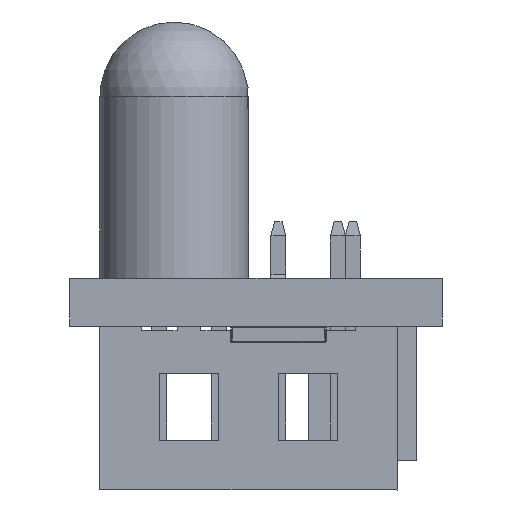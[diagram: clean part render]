
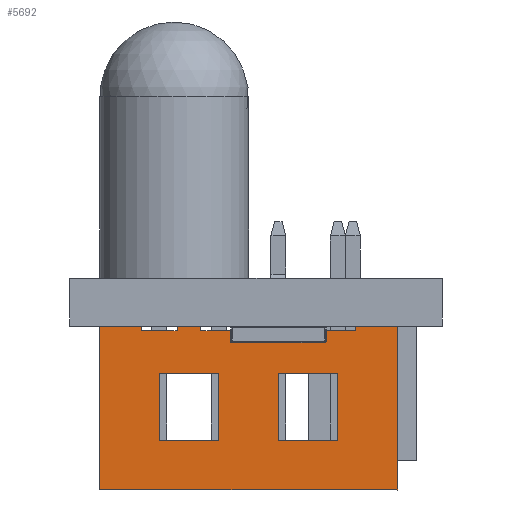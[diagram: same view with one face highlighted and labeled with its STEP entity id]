
A CAD part, left-side view. The second image highlights one B-rep face of the part: STEP entity #5692.
In plain terms, the highlighted face is planar.
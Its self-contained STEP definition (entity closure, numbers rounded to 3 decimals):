
#5692 = ADVANCED_FACE('',(#5693,#5855,#5889),#5923,.F.);
#5693 = FACE_BOUND('',#5694,.F.);
#5694 = EDGE_LOOP('',(#5695,#5705,#5713,#5721,#5729,#5737,#5745,#5753,
    #5761,#5769,#5777,#5785,#5793,#5801,#5809,#5817,#5825,#5833,#5841,
    #5849));
#5695 = ORIENTED_EDGE('',*,*,#5696,.F.);
#5696 = EDGE_CURVE('',#5697,#5699,#5701,.T.);
#5697 = VERTEX_POINT('',#5698);
#5698 = CARTESIAN_POINT('',(3.6,-2.75,-1.825));
#5699 = VERTEX_POINT('',#5700);
#5700 = CARTESIAN_POINT('',(3.6,-2.6,-1.825));
#5701 = LINE('',#5702,#5703);
#5702 = CARTESIAN_POINT('',(3.6,-2.75,-1.825));
#5703 = VECTOR('',#5704,1.);
#5704 = DIRECTION('',(0.,1.,0.));
#5705 = ORIENTED_EDGE('',*,*,#5706,.T.);
#5706 = EDGE_CURVE('',#5697,#5707,#5709,.T.);
#5707 = VERTEX_POINT('',#5708);
#5708 = CARTESIAN_POINT('',(5.,-2.75,-1.825));
#5709 = LINE('',#5710,#5711);
#5710 = CARTESIAN_POINT('',(3.6,-2.75,-1.825));
#5711 = VECTOR('',#5712,1.);
#5712 = DIRECTION('',(1.,0.,0.));
#5713 = ORIENTED_EDGE('',*,*,#5714,.T.);
#5714 = EDGE_CURVE('',#5707,#5715,#5717,.T.);
#5715 = VERTEX_POINT('',#5716);
#5716 = CARTESIAN_POINT('',(5.,2.75,-1.825));
#5717 = LINE('',#5718,#5719);
#5718 = CARTESIAN_POINT('',(5.,-2.75,-1.825));
#5719 = VECTOR('',#5720,1.);
#5720 = DIRECTION('',(0.,1.,0.));
#5721 = ORIENTED_EDGE('',*,*,#5722,.T.);
#5722 = EDGE_CURVE('',#5715,#5723,#5725,.T.);
#5723 = VERTEX_POINT('',#5724);
#5724 = CARTESIAN_POINT('',(-5.,2.75,-1.825));
#5725 = LINE('',#5726,#5727);
#5726 = CARTESIAN_POINT('',(5.,2.75,-1.825));
#5727 = VECTOR('',#5728,1.);
#5728 = DIRECTION('',(-1.,0.,0.));
#5729 = ORIENTED_EDGE('',*,*,#5730,.T.);
#5730 = EDGE_CURVE('',#5723,#5731,#5733,.T.);
#5731 = VERTEX_POINT('',#5732);
#5732 = CARTESIAN_POINT('',(-5.,-2.75,-1.825));
#5733 = LINE('',#5734,#5735);
#5734 = CARTESIAN_POINT('',(-5.,2.75,-1.825));
#5735 = VECTOR('',#5736,1.);
#5736 = DIRECTION('',(0.,-1.,0.));
#5737 = ORIENTED_EDGE('',*,*,#5738,.T.);
#5738 = EDGE_CURVE('',#5731,#5739,#5741,.T.);
#5739 = VERTEX_POINT('',#5740);
#5740 = CARTESIAN_POINT('',(-3.6,-2.75,-1.825));
#5741 = LINE('',#5742,#5743);
#5742 = CARTESIAN_POINT('',(-5.,-2.75,-1.825));
#5743 = VECTOR('',#5744,1.);
#5744 = DIRECTION('',(1.,0.,0.));
#5745 = ORIENTED_EDGE('',*,*,#5746,.T.);
#5746 = EDGE_CURVE('',#5739,#5747,#5749,.T.);
#5747 = VERTEX_POINT('',#5748);
#5748 = CARTESIAN_POINT('',(-3.6,-2.6,-1.825));
#5749 = LINE('',#5750,#5751);
#5750 = CARTESIAN_POINT('',(-3.6,-2.75,-1.825));
#5751 = VECTOR('',#5752,1.);
#5752 = DIRECTION('',(0.,1.,0.));
#5753 = ORIENTED_EDGE('',*,*,#5754,.T.);
#5754 = EDGE_CURVE('',#5747,#5755,#5757,.T.);
#5755 = VERTEX_POINT('',#5756);
#5756 = CARTESIAN_POINT('',(-2.4,-2.6,-1.825));
#5757 = LINE('',#5758,#5759);
#5758 = CARTESIAN_POINT('',(-3.6,-2.6,-1.825));
#5759 = VECTOR('',#5760,1.);
#5760 = DIRECTION('',(1.,0.,0.));
#5761 = ORIENTED_EDGE('',*,*,#5762,.F.);
#5762 = EDGE_CURVE('',#5763,#5755,#5765,.T.);
#5763 = VERTEX_POINT('',#5764);
#5764 = CARTESIAN_POINT('',(-2.4,-2.75,-1.825));
#5765 = LINE('',#5766,#5767);
#5766 = CARTESIAN_POINT('',(-2.4,-2.75,-1.825));
#5767 = VECTOR('',#5768,1.);
#5768 = DIRECTION('',(0.,1.,0.));
#5769 = ORIENTED_EDGE('',*,*,#5770,.T.);
#5770 = EDGE_CURVE('',#5763,#5771,#5773,.T.);
#5771 = VERTEX_POINT('',#5772);
#5772 = CARTESIAN_POINT('',(-1.6,-2.75,-1.825));
#5773 = LINE('',#5774,#5775);
#5774 = CARTESIAN_POINT('',(-2.4,-2.75,-1.825));
#5775 = VECTOR('',#5776,1.);
#5776 = DIRECTION('',(1.,0.,0.));
#5777 = ORIENTED_EDGE('',*,*,#5778,.T.);
#5778 = EDGE_CURVE('',#5771,#5779,#5781,.T.);
#5779 = VERTEX_POINT('',#5780);
#5780 = CARTESIAN_POINT('',(-1.6,-2.6,-1.825));
#5781 = LINE('',#5782,#5783);
#5782 = CARTESIAN_POINT('',(-1.6,-2.75,-1.825));
#5783 = VECTOR('',#5784,1.);
#5784 = DIRECTION('',(0.,1.,0.));
#5785 = ORIENTED_EDGE('',*,*,#5786,.T.);
#5786 = EDGE_CURVE('',#5779,#5787,#5789,.T.);
#5787 = VERTEX_POINT('',#5788);
#5788 = CARTESIAN_POINT('',(-0.4,-2.6,-1.825));
#5789 = LINE('',#5790,#5791);
#5790 = CARTESIAN_POINT('',(-1.6,-2.6,-1.825));
#5791 = VECTOR('',#5792,1.);
#5792 = DIRECTION('',(1.,0.,0.));
#5793 = ORIENTED_EDGE('',*,*,#5794,.F.);
#5794 = EDGE_CURVE('',#5795,#5787,#5797,.T.);
#5795 = VERTEX_POINT('',#5796);
#5796 = CARTESIAN_POINT('',(-0.4,-2.75,-1.825));
#5797 = LINE('',#5798,#5799);
#5798 = CARTESIAN_POINT('',(-0.4,-2.75,-1.825));
#5799 = VECTOR('',#5800,1.);
#5800 = DIRECTION('',(0.,1.,0.));
#5801 = ORIENTED_EDGE('',*,*,#5802,.T.);
#5802 = EDGE_CURVE('',#5795,#5803,#5805,.T.);
#5803 = VERTEX_POINT('',#5804);
#5804 = CARTESIAN_POINT('',(0.4,-2.75,-1.825));
#5805 = LINE('',#5806,#5807);
#5806 = CARTESIAN_POINT('',(-0.4,-2.75,-1.825));
#5807 = VECTOR('',#5808,1.);
#5808 = DIRECTION('',(1.,0.,0.));
#5809 = ORIENTED_EDGE('',*,*,#5810,.T.);
#5810 = EDGE_CURVE('',#5803,#5811,#5813,.T.);
#5811 = VERTEX_POINT('',#5812);
#5812 = CARTESIAN_POINT('',(0.4,-2.6,-1.825));
#5813 = LINE('',#5814,#5815);
#5814 = CARTESIAN_POINT('',(0.4,-2.75,-1.825));
#5815 = VECTOR('',#5816,1.);
#5816 = DIRECTION('',(0.,1.,0.));
#5817 = ORIENTED_EDGE('',*,*,#5818,.T.);
#5818 = EDGE_CURVE('',#5811,#5819,#5821,.T.);
#5819 = VERTEX_POINT('',#5820);
#5820 = CARTESIAN_POINT('',(1.6,-2.6,-1.825));
#5821 = LINE('',#5822,#5823);
#5822 = CARTESIAN_POINT('',(0.4,-2.6,-1.825));
#5823 = VECTOR('',#5824,1.);
#5824 = DIRECTION('',(1.,0.,0.));
#5825 = ORIENTED_EDGE('',*,*,#5826,.F.);
#5826 = EDGE_CURVE('',#5827,#5819,#5829,.T.);
#5827 = VERTEX_POINT('',#5828);
#5828 = CARTESIAN_POINT('',(1.6,-2.75,-1.825));
#5829 = LINE('',#5830,#5831);
#5830 = CARTESIAN_POINT('',(1.6,-2.75,-1.825));
#5831 = VECTOR('',#5832,1.);
#5832 = DIRECTION('',(0.,1.,0.));
#5833 = ORIENTED_EDGE('',*,*,#5834,.T.);
#5834 = EDGE_CURVE('',#5827,#5835,#5837,.T.);
#5835 = VERTEX_POINT('',#5836);
#5836 = CARTESIAN_POINT('',(2.4,-2.75,-1.825));
#5837 = LINE('',#5838,#5839);
#5838 = CARTESIAN_POINT('',(1.6,-2.75,-1.825));
#5839 = VECTOR('',#5840,1.);
#5840 = DIRECTION('',(1.,0.,0.));
#5841 = ORIENTED_EDGE('',*,*,#5842,.T.);
#5842 = EDGE_CURVE('',#5835,#5843,#5845,.T.);
#5843 = VERTEX_POINT('',#5844);
#5844 = CARTESIAN_POINT('',(2.4,-2.6,-1.825));
#5845 = LINE('',#5846,#5847);
#5846 = CARTESIAN_POINT('',(2.4,-2.75,-1.825));
#5847 = VECTOR('',#5848,1.);
#5848 = DIRECTION('',(0.,1.,0.));
#5849 = ORIENTED_EDGE('',*,*,#5850,.T.);
#5850 = EDGE_CURVE('',#5843,#5699,#5851,.T.);
#5851 = LINE('',#5852,#5853);
#5852 = CARTESIAN_POINT('',(2.4,-2.6,-1.825));
#5853 = VECTOR('',#5854,1.);
#5854 = DIRECTION('',(1.,0.,0.));
#5855 = FACE_BOUND('',#5856,.F.);
#5856 = EDGE_LOOP('',(#5857,#5867,#5875,#5883));
#5857 = ORIENTED_EDGE('',*,*,#5858,.F.);
#5858 = EDGE_CURVE('',#5859,#5861,#5863,.T.);
#5859 = VERTEX_POINT('',#5860);
#5860 = CARTESIAN_POINT('',(1.,-1.15,-1.825));
#5861 = VERTEX_POINT('',#5862);
#5862 = CARTESIAN_POINT('',(3.,-1.15,-1.825));
#5863 = LINE('',#5864,#5865);
#5864 = CARTESIAN_POINT('',(1.,-1.15,-1.825));
#5865 = VECTOR('',#5866,1.);
#5866 = DIRECTION('',(1.,0.,0.));
#5867 = ORIENTED_EDGE('',*,*,#5868,.F.);
#5868 = EDGE_CURVE('',#5869,#5859,#5871,.T.);
#5869 = VERTEX_POINT('',#5870);
#5870 = CARTESIAN_POINT('',(1.,1.1,-1.825));
#5871 = LINE('',#5872,#5873);
#5872 = CARTESIAN_POINT('',(1.,1.1,-1.825));
#5873 = VECTOR('',#5874,1.);
#5874 = DIRECTION('',(0.,-1.,0.));
#5875 = ORIENTED_EDGE('',*,*,#5876,.F.);
#5876 = EDGE_CURVE('',#5877,#5869,#5879,.T.);
#5877 = VERTEX_POINT('',#5878);
#5878 = CARTESIAN_POINT('',(3.,1.1,-1.825));
#5879 = LINE('',#5880,#5881);
#5880 = CARTESIAN_POINT('',(3.,1.1,-1.825));
#5881 = VECTOR('',#5882,1.);
#5882 = DIRECTION('',(-1.,0.,0.));
#5883 = ORIENTED_EDGE('',*,*,#5884,.F.);
#5884 = EDGE_CURVE('',#5861,#5877,#5885,.T.);
#5885 = LINE('',#5886,#5887);
#5886 = CARTESIAN_POINT('',(3.,-1.15,-1.825));
#5887 = VECTOR('',#5888,1.);
#5888 = DIRECTION('',(0.,1.,0.));
#5889 = FACE_BOUND('',#5890,.F.);
#5890 = EDGE_LOOP('',(#5891,#5901,#5909,#5917));
#5891 = ORIENTED_EDGE('',*,*,#5892,.F.);
#5892 = EDGE_CURVE('',#5893,#5895,#5897,.T.);
#5893 = VERTEX_POINT('',#5894);
#5894 = CARTESIAN_POINT('',(-3.,-1.15,-1.825));
#5895 = VERTEX_POINT('',#5896);
#5896 = CARTESIAN_POINT('',(-1.,-1.15,-1.825));
#5897 = LINE('',#5898,#5899);
#5898 = CARTESIAN_POINT('',(-3.,-1.15,-1.825));
#5899 = VECTOR('',#5900,1.);
#5900 = DIRECTION('',(1.,0.,0.));
#5901 = ORIENTED_EDGE('',*,*,#5902,.F.);
#5902 = EDGE_CURVE('',#5903,#5893,#5905,.T.);
#5903 = VERTEX_POINT('',#5904);
#5904 = CARTESIAN_POINT('',(-3.,1.1,-1.825));
#5905 = LINE('',#5906,#5907);
#5906 = CARTESIAN_POINT('',(-3.,1.1,-1.825));
#5907 = VECTOR('',#5908,1.);
#5908 = DIRECTION('',(0.,-1.,0.));
#5909 = ORIENTED_EDGE('',*,*,#5910,.F.);
#5910 = EDGE_CURVE('',#5911,#5903,#5913,.T.);
#5911 = VERTEX_POINT('',#5912);
#5912 = CARTESIAN_POINT('',(-1.,1.1,-1.825));
#5913 = LINE('',#5914,#5915);
#5914 = CARTESIAN_POINT('',(-1.,1.1,-1.825));
#5915 = VECTOR('',#5916,1.);
#5916 = DIRECTION('',(-1.,0.,0.));
#5917 = ORIENTED_EDGE('',*,*,#5918,.F.);
#5918 = EDGE_CURVE('',#5895,#5911,#5919,.T.);
#5919 = LINE('',#5920,#5921);
#5920 = CARTESIAN_POINT('',(-1.,-1.15,-1.825));
#5921 = VECTOR('',#5922,1.);
#5922 = DIRECTION('',(0.,1.,0.));
#5923 = PLANE('',#5924);
#5924 = AXIS2_PLACEMENT_3D('',#5925,#5926,#5927);
#5925 = CARTESIAN_POINT('',(0.,0.,-1.825));
#5926 = DIRECTION('',(0.,0.,1.));
#5927 = DIRECTION('',(1.,0.,0.));
